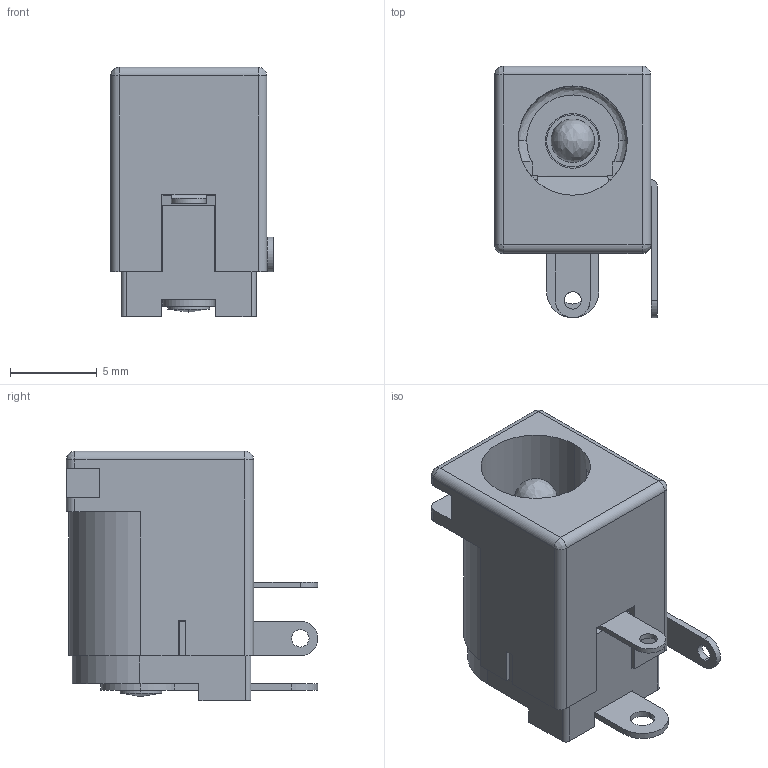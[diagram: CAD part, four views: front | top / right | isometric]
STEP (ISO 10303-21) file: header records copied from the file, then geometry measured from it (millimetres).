
FILE_DESCRIPTION (( 'STEP AP214' ), '1' );
FILE_NAME ('54-00130.STEP', '2023-07-17T04:44:05', ( '' ), ( '' ), 'SwSTEP 2.0', 'SolidWorks 2021', '' );
FILE_SCHEMA (( 'AUTOMOTIVE_DESIGN' ));
Length unit declared in the file: millimetre
Products named in the file (2): 54-00130; 54-00130_54-00130
Assembly tree (1 placements, depth 2):
  54-00130
    54-00130_54-00130
Bounding box: 9.38 x 14.5 x 14.4 mm (x, y, z)
Volume: 728.9 mm3; surface area: 1670.1 mm2
Topology: 6 solids, 6 shells, 188 faces, 513 edges, 332 vertices
Faces by surface type: plane 112, cylinder 63, bspline 11, cone 2
Entity records: 6540 total; most frequent: CARTESIAN_POINT 1727, ORIENTED_EDGE 1006, DIRECTION 927, EDGE_CURVE 503, LINE 353, VECTOR 353, VERTEX_POINT 332, AXIS2_PLACEMENT_3D 287
